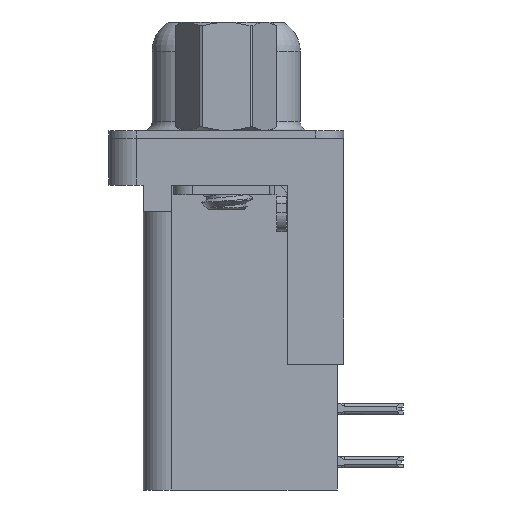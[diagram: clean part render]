
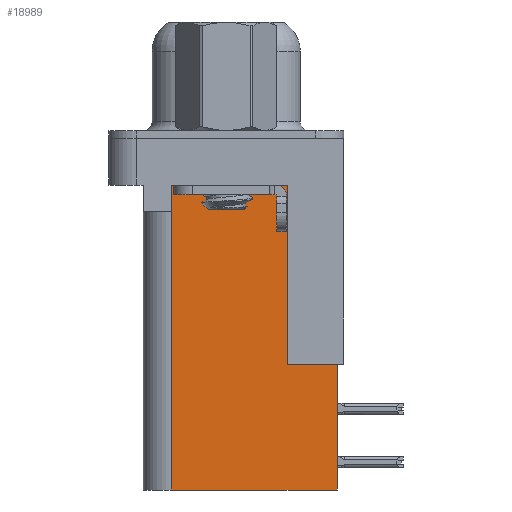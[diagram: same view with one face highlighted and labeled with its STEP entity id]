
A CAD part, left-side view. The second image highlights one B-rep face of the part: STEP entity #18989.
In plain terms, the highlighted planar face has unit normal (-1, 0, 0).
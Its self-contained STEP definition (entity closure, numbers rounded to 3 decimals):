
#461 = CARTESIAN_POINT ( 'NONE',  ( 3.79, 2.895, -2.5 ) ) ;
#1178 = VECTOR ( 'NONE', #8055, 1000. ) ;
#1886 = FACE_OUTER_BOUND ( 'NONE', #23876, .T. ) ;
#2405 = LINE ( 'NONE', #9234, #1178 ) ;
#2546 = CARTESIAN_POINT ( 'NONE',  ( 3.79, -5.925, -18.76 ) ) ;
#2831 = EDGE_CURVE ( 'NONE', #4814, #9165, #2405, .T. ) ;
#2975 = EDGE_CURVE ( 'NONE', #11035, #9165, #24253, .T. ) ;
#3355 = CARTESIAN_POINT ( 'NONE',  ( 3.79, -5.925, -2. ) ) ;
#3952 = VECTOR ( 'NONE', #20332, 1000. ) ;
#4800 = DIRECTION ( 'NONE',  ( 0., 1., 0. ) ) ;
#4814 = VERTEX_POINT ( 'NONE', #11075 ) ;
#5851 = EDGE_CURVE ( 'NONE', #6021, #9555, #20402, .T. ) ;
#6021 = VERTEX_POINT ( 'NONE', #15589 ) ;
#6291 = DIRECTION ( 'NONE',  ( 0., 0., 1. ) ) ;
#6692 = ORIENTED_EDGE ( 'NONE', *, *, #2975, .F. ) ;
#7161 = VECTOR ( 'NONE', #9878, 1000. ) ;
#7182 = VECTOR ( 'NONE', #18904, 1000. ) ;
#7634 = EDGE_CURVE ( 'NONE', #8238, #9999, #22656, .T. ) ;
#7676 = ORIENTED_EDGE ( 'NONE', *, *, #8030, .T. ) ;
#7927 = CARTESIAN_POINT ( 'NONE',  ( 3.79, -3.295, -18.76 ) ) ;
#8030 = EDGE_CURVE ( 'NONE', #24277, #8238, #20439, .T. ) ;
#8055 = DIRECTION ( 'NONE',  ( 0., 1., 0. ) ) ;
#8167 = VECTOR ( 'NONE', #9665, 1000. ) ;
#8238 = VERTEX_POINT ( 'NONE', #18604 ) ;
#8291 = DIRECTION ( 'NONE',  ( 1., 0., 0. ) ) ;
#8513 = ORIENTED_EDGE ( 'NONE', *, *, #9783, .T. ) ;
#8673 = EDGE_CURVE ( 'NONE', #6021, #24277, #9358, .T. ) ;
#9056 = ORIENTED_EDGE ( 'NONE', *, *, #2831, .T. ) ;
#9165 = VERTEX_POINT ( 'NONE', #16889 ) ;
#9234 = CARTESIAN_POINT ( 'NONE',  ( 3.79, 0., -3.9 ) ) ;
#9358 = LINE ( 'NONE', #16557, #19188 ) ;
#9555 = VERTEX_POINT ( 'NONE', #2546 ) ;
#9665 = DIRECTION ( 'NONE',  ( 0., 1., 0. ) ) ;
#9783 = EDGE_CURVE ( 'NONE', #9999, #4814, #11761, .T. ) ;
#9878 = DIRECTION ( 'NONE',  ( 0., 1., 0. ) ) ;
#9999 = VERTEX_POINT ( 'NONE', #461 ) ;
#10031 = ORIENTED_EDGE ( 'NONE', *, *, #7634, .T. ) ;
#11035 = VERTEX_POINT ( 'NONE', #12112 ) ;
#11075 = CARTESIAN_POINT ( 'NONE',  ( 3.79, 2.895, -3.9 ) ) ;
#11158 = VECTOR ( 'NONE', #17092, 1000. ) ;
#11359 = EDGE_CURVE ( 'NONE', #9555, #11035, #22855, .T. ) ;
#11761 = LINE ( 'NONE', #20894, #7182 ) ;
#12112 = CARTESIAN_POINT ( 'NONE',  ( 3.79, 2.925, -18.76 ) ) ;
#12124 = CARTESIAN_POINT ( 'NONE',  ( 3.79, -3.295, -18.76 ) ) ;
#13986 = CARTESIAN_POINT ( 'NONE',  ( 3.79, -3.295, -2.5 ) ) ;
#15199 = VECTOR ( 'NONE', #6291, 1000. ) ;
#15295 = ORIENTED_EDGE ( 'NONE', *, *, #8673, .T. ) ;
#15589 = CARTESIAN_POINT ( 'NONE',  ( 3.79, -5.925, -12.05 ) ) ;
#16045 = CARTESIAN_POINT ( 'NONE',  ( 3.79, -3.295, -18.76 ) ) ;
#16557 = CARTESIAN_POINT ( 'NONE',  ( 3.79, -6.295, -12.05 ) ) ;
#16889 = CARTESIAN_POINT ( 'NONE',  ( 3.79, 2.925, -3.9 ) ) ;
#17092 = DIRECTION ( 'NONE',  ( 0., 0., -1. ) ) ;
#18447 = ORIENTED_EDGE ( 'NONE', *, *, #11359, .F. ) ;
#18604 = CARTESIAN_POINT ( 'NONE',  ( 3.79, -3.295, -2.5 ) ) ;
#18819 = CARTESIAN_POINT ( 'NONE',  ( 3.79, -3.295, -12.05 ) ) ;
#18904 = DIRECTION ( 'NONE',  ( 0., 0., -1. ) ) ;
#18989 = ADVANCED_FACE ( 'NONE', ( #1886 ), #20068, .F. ) ;
#19188 = VECTOR ( 'NONE', #4800, 1000. ) ;
#20068 = PLANE ( 'NONE',  #24847 ) ;
#20239 = CARTESIAN_POINT ( 'NONE',  ( 3.79, 2.925, -18.76 ) ) ;
#20332 = DIRECTION ( 'NONE',  ( 0., 0., 1. ) ) ;
#20402 = LINE ( 'NONE', #3355, #11158 ) ;
#20439 = LINE ( 'NONE', #16045, #15199 ) ;
#20894 = CARTESIAN_POINT ( 'NONE',  ( 3.79, 2.895, -3.9 ) ) ;
#22074 = DIRECTION ( 'NONE',  ( 0., 1., 0. ) ) ;
#22656 = LINE ( 'NONE', #13986, #8167 ) ;
#22855 = LINE ( 'NONE', #7927, #7161 ) ;
#23876 = EDGE_LOOP ( 'NONE', ( #10031, #8513, #9056, #6692, #18447, #23989, #15295, #7676 ) ) ;
#23989 = ORIENTED_EDGE ( 'NONE', *, *, #5851, .F. ) ;
#24253 = LINE ( 'NONE', #20239, #3952 ) ;
#24277 = VERTEX_POINT ( 'NONE', #18819 ) ;
#24847 = AXIS2_PLACEMENT_3D ( 'NONE', #12124, #8291, #22074 ) ;
